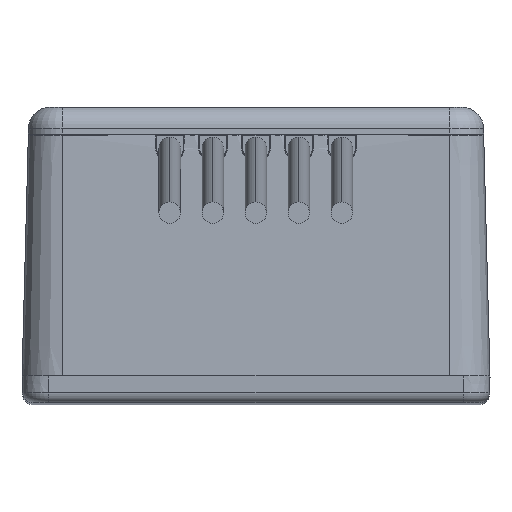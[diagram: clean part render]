
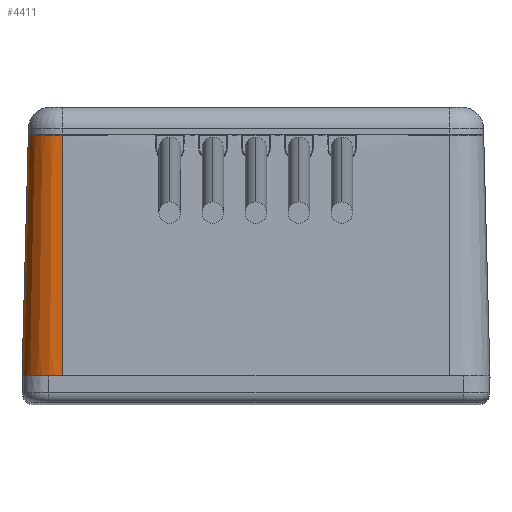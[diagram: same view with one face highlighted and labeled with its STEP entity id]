
A CAD part, top view. The second image highlights one B-rep face of the part: STEP entity #4411.
In plain terms, the highlighted conical face has half-angle 1.5 degrees and reference radius 4.763 mm.
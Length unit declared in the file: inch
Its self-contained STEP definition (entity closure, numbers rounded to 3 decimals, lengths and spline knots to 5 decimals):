
#9 = CARTESIAN_POINT ( 'NONE',  ( -0.9, 1.24513, 4.24567 ) ) ;
#96 = AXIS2_PLACEMENT_3D ( 'NONE', #4622, #5150, #5171 ) ;
#748 = EDGE_LOOP ( 'NONE', ( #2353, #3049, #5483, #2517 ) ) ;
#907 = DIRECTION ( 'NONE',  ( 0., 1., 0. ) ) ;
#978 = CARTESIAN_POINT ( 'NONE',  ( -1.0875, 0.125, 4.0875 ) ) ;
#1324 = CARTESIAN_POINT ( 'NONE',  ( -1.05817, 1.24513, 4.0875 ) ) ;
#1413 = CARTESIAN_POINT ( 'NONE',  ( -0.9, 0.125, 4.0875 ) ) ;
#1719 = CIRCLE ( 'NONE', #96, 0.15817 ) ;
#1868 = CARTESIAN_POINT ( 'NONE',  ( -0.9, 0.125, 4.0875 ) ) ;
#2353 = ORIENTED_EDGE ( 'NONE', *, *, #2785, .T. ) ;
#2517 = ORIENTED_EDGE ( 'NONE', *, *, #6555, .F. ) ;
#2585 = DIRECTION ( 'NONE',  ( 0.026, 1., 0. ) ) ;
#2785 = EDGE_CURVE ( 'NONE', #3355, #4332, #5960, .T. ) ;
#2796 = CARTESIAN_POINT ( 'NONE',  ( -0.9, 0.125, 4.275 ) ) ;
#2809 = EDGE_CURVE ( 'NONE', #4257, #4332, #4559, .T. ) ;
#2871 = AXIS2_PLACEMENT_3D ( 'NONE', #1868, #907, #4003 ) ;
#3049 = ORIENTED_EDGE ( 'NONE', *, *, #2809, .F. ) ;
#3306 = CARTESIAN_POINT ( 'NONE',  ( -1.0875, 0.125, 4.0875 ) ) ;
#3355 = VERTEX_POINT ( 'NONE', #9 ) ;
#3393 = DIRECTION ( 'NONE',  ( 0., -1., 0.026 ) ) ;
#4003 = DIRECTION ( 'NONE',  ( 1., 0., 0. ) ) ;
#4005 = DIRECTION ( 'NONE',  ( 0., -1., 0. ) ) ;
#4257 = VERTEX_POINT ( 'NONE', #3306 ) ;
#4332 = VERTEX_POINT ( 'NONE', #2796 ) ;
#4411 = ADVANCED_FACE ( 'NONE', ( #5619 ), #5458, .F. ) ;
#4554 = DIRECTION ( 'NONE',  ( 1., 0., 0. ) ) ;
#4559 = CIRCLE ( 'NONE', #2871, 0.1875 ) ;
#4622 = CARTESIAN_POINT ( 'NONE',  ( -0.9, 1.24513, 4.0875 ) ) ;
#5150 = DIRECTION ( 'NONE',  ( 0., -1., 0. ) ) ;
#5171 = DIRECTION ( 'NONE',  ( 0., 0., -1. ) ) ;
#5174 = AXIS2_PLACEMENT_3D ( 'NONE', #1413, #4005, #4554 ) ;
#5325 = EDGE_CURVE ( 'NONE', #4257, #6416, #6590, .T. ) ;
#5458 = CONICAL_SURFACE ( 'NONE', #5174, 0.1875, 0.026 ) ;
#5483 = ORIENTED_EDGE ( 'NONE', *, *, #5325, .T. ) ;
#5619 = FACE_OUTER_BOUND ( 'NONE', #748, .T. ) ;
#5960 = LINE ( 'NONE', #6000, #6535 ) ;
#6000 = CARTESIAN_POINT ( 'NONE',  ( -0.9, 0.125, 4.275 ) ) ;
#6416 = VERTEX_POINT ( 'NONE', #1324 ) ;
#6433 = VECTOR ( 'NONE', #2585, 39.37008 ) ;
#6535 = VECTOR ( 'NONE', #3393, 39.37008 ) ;
#6555 = EDGE_CURVE ( 'NONE', #3355, #6416, #1719, .T. ) ;
#6590 = LINE ( 'NONE', #978, #6433 ) ;
